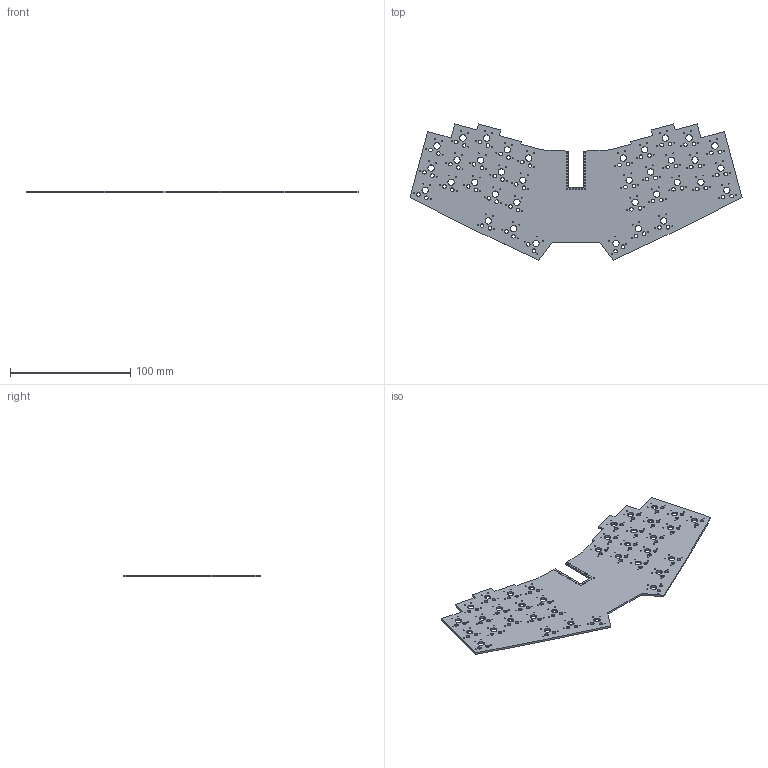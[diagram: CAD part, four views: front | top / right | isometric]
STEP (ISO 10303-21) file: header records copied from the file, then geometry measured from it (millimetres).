
FILE_DESCRIPTION(('KiCad electronic assembly'),'2;1');
FILE_NAME('lazyboy36.step','2024-04-02T21:22:50',('Pcbnew'),('Kicad'), 'Open CASCADE STEP processor 7.7','KiCad to STEP converter','Unknown' );
FILE_SCHEMA(('AUTOMOTIVE_DESIGN { 1 0 10303 214 1 1 1 1 }'));
Length unit declared in the file: millimetre
Products named in the file (2): lazyboy36 1; lazyboy36_PCB
Assembly tree (1 placements, depth 2):
  lazyboy36 1
    lazyboy36_PCB
Bounding box: 275.59 x 113.13 x 1.6 mm (x, y, z)
Volume: 30915.6 mm3; surface area: 42649.1 mm2
Topology: 1 solids, 1 shells, 319 faces, 951 edges, 634 vertices
Faces by surface type: cylinder 283, plane 36
Full cylindrical faces by diameter (mm): 0.813 x175, 3 x72, 5.25 x36
Entity records: 12220 total; most frequent: DIRECTION 2159, CARTESIAN_POINT 1906, ORIENTED_EDGE 1902, EDGE_CURVE 951, AXIS2_PLACEMENT_3D 887, FACE_BOUND 885, EDGE_LOOP 885, VERTEX_POINT 634
